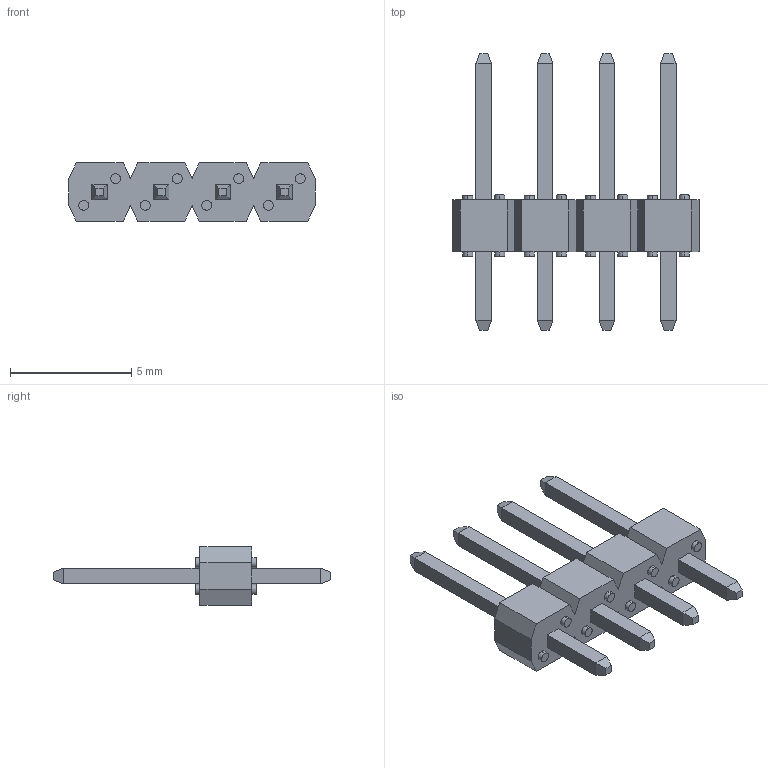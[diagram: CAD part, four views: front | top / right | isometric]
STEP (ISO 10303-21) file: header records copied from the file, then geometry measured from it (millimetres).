
FILE_DESCRIPTION (( 'STEP AP214' ), '1' );
FILE_NAME ('68001204HLF.STEP', '2023-05-20T22:39:50', ( '' ), ( '' ), 'SwSTEP 2.0', 'SolidWorks 2021', '' );
FILE_SCHEMA (( 'AUTOMOTIVE_DESIGN' ));
Length unit declared in the file: millimetre
Products named in the file (3): pin^68000 Gold; 68000 gold body_04; 68001204HLF
Assembly tree (5 placements, depth 2):
  68001204HLF
    68000 gold body_04
    pin^68000 Gold  x4
Bounding box: 10.16 x 11.43 x 2.41 mm (x, y, z)
Volume: 64.1 mm3; surface area: 247.3 mm2
Topology: 5 solids, 5 shells, 148 faces, 334 edges, 212 vertices
Faces by surface type: plane 116, cylinder 32
Entity records: 3184 total; most frequent: DIRECTION 542, CARTESIAN_POINT 528, ORIENTED_EDGE 500, EDGE_CURVE 250, LINE 186, VECTOR 186, AXIS2_PLACEMENT_3D 178, VERTEX_POINT 164
